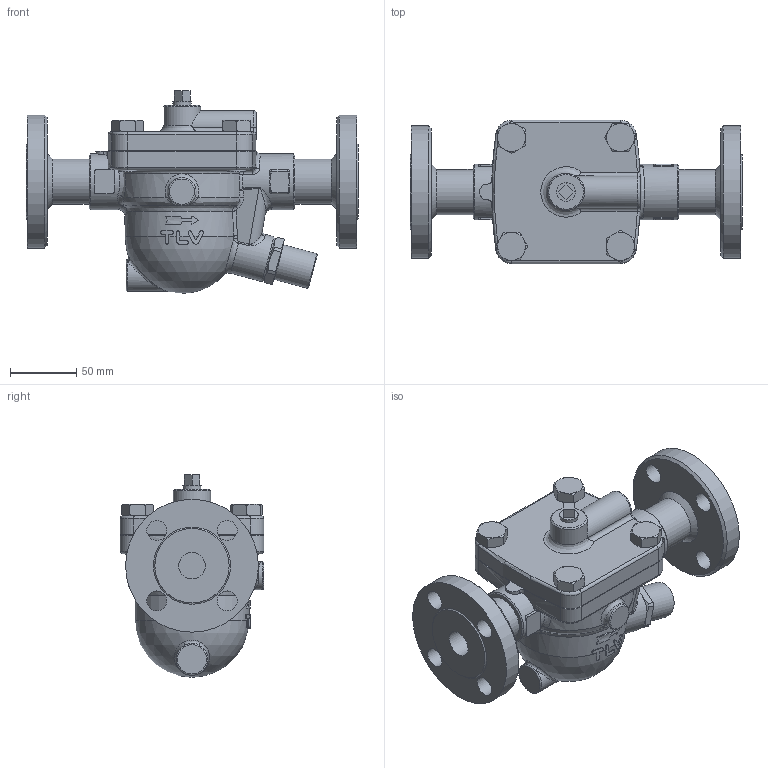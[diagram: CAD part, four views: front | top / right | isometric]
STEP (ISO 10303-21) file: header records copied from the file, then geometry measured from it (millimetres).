
FILE_DESCRIPTION((''),'2;1');
FILE_NAME('ja500-020-jis20-00.stp','2010-11-11T09:38:51',('nakaot'),(''),'Autodesk Inventor 2008','Autodesk Inventor 2008','');
FILE_SCHEMA(('AUTOMOTIVE_DESIGN { 1 0 10303 214 1 1 1 1 }'));
Length unit declared in the file: millimetre
Products named in the file (1): ja500-020-jis20-00
Bounding box: 250 x 108 x 152.5 mm (x, y, z)
Volume: 1267029.5 mm3; surface area: 142859.9 mm2
Topology: 1 solids, 1 shells, 401 faces, 992 edges, 601 vertices
Faces by surface type: bspline 122, plane 106, cylinder 96, cone 59, torus 17, sphere 1
Full cylindrical faces by diameter (mm): 14 x8, 15 x4, 20 x1, 21 x1, 27 x1, 28 x1, 34 x1, 35 x1, 42 x2, 77 x1, 100 x1
Entity records: 23804 total; most frequent: CARTESIAN_POINT 15493, ORIENTED_EDGE 1798, DIRECTION 1572, EDGE_CURVE 899, AXIS2_PLACEMENT_3D 677, VERTEX_POINT 571, EDGE_LOOP 494, FACE_OUTER_BOUND 399
